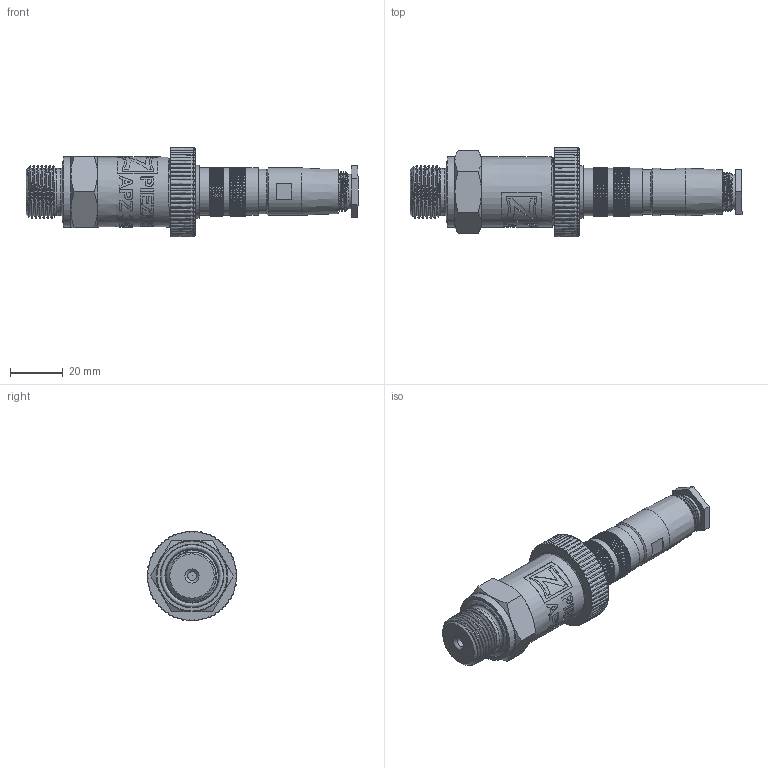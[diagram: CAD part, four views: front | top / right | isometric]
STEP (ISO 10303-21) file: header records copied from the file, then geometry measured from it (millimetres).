
FILE_DESCRIPTION(/* description */ (''),/* implementation_level */ '2;1');
FILE_NAME(/* name */ 'APZ3421_1_Binder723.step',/* time_stamp */ '2021-06-25T11:58:33+03:00',/* author */ (''),/* organization */ (''),/* preprocessor_version */ 'ST-DEVELOPER v18.1',/* originating_system */ 'Autodesk Translation Framework v10.9.0.1377',/* authorisation */ '');
FILE_SCHEMA (('AUTOMOTIVE_DESIGN { 1 0 10303 214 3 1 1 }'));
Products named in the file (7): АПЗ 3420 в.2; M20x1,5 DIN; OMAL nut M27x1.5 v8; Ш100.000.005 v4; Binder 723 assembly v4; Binder 723 female v10; Binder 723 male v8
Assembly tree (6 placements, depth 3):
  АПЗ 3420 в.2
    M20x1,5 DIN
    OMAL nut M27x1.5 v8
    Ш100.000.005 v4
    Binder 723 assembly v4
      Binder 723 female v10
      Binder 723 male v8
Bounding box: 125.58 x 34 x 34 mm (x, y, z)
Volume: 48247.2 mm3; surface area: 21277.6 mm2
Topology: 8 solids, 8 shells, 3505 faces, 8872 edges, 5803 vertices
Faces by surface type: plane 2150, cylinder 593, bspline 423, cone 332, torus 7
Full cylindrical faces by diameter (mm): 1 x15, 1.5 x5, 3.3 x1, 10 x1, 11.8 x1, 12 x1, 13 x1, 13.5 x1, 13.741 x3, 14.884 x2, 15.044 x5, 15.2 x1, 15.908 x4, 16.8 x1, 17.044 x7, 17.283 x6, 17.6 x1, 17.8 x1, 17.908 x7, 18 x4, 18.124 x7, 18.137 x6, 18.161 x2, 19.85 x5, 20 x1, 20.5 x2, 21.4 x2, 22.3 x1, 22.4 x1, 23.7 x2
Entity records: 131053 total; most frequent: CARTESIAN_POINT 47304, DIRECTION 17850, ORIENTED_EDGE 17740, EDGE_CURVE 8870, AXIS2_PLACEMENT_3D 7711, VERTEX_POINT 5803, EDGE_LOOP 3935, ELLIPSE 3870
